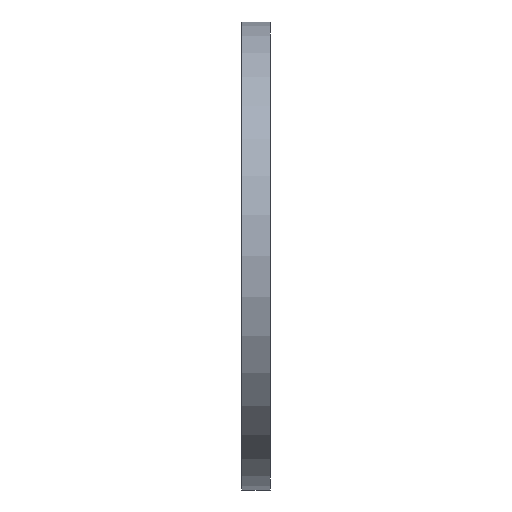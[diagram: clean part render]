
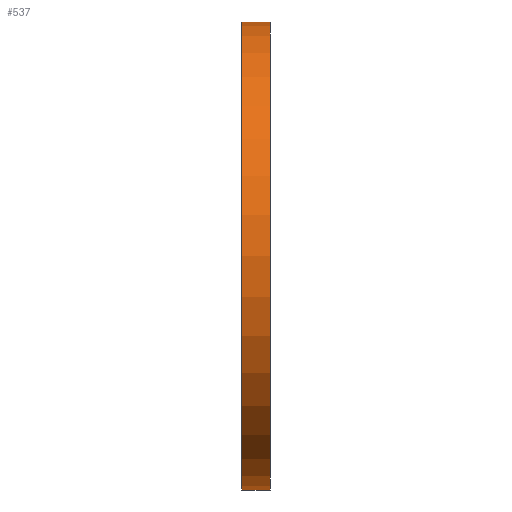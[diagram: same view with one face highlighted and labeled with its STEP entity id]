
A CAD part, left-side view. The second image highlights one B-rep face of the part: STEP entity #537.
In plain terms, the highlighted cylindrical face has radius 125 mm (diameter 250 mm), a partial arc.
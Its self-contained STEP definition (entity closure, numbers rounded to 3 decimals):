
#8 = CARTESIAN_POINT ( 'NONE',  ( 0., 38.545, 125. ) ) ;
#33 = CARTESIAN_POINT ( 'NONE',  ( 0., 15., 125. ) ) ;
#34 = DIRECTION ( 'NONE',  ( 0., 1., 0. ) ) ;
#51 = CARTESIAN_POINT ( 'NONE',  ( 0., 0., 0. ) ) ;
#94 = CARTESIAN_POINT ( 'NONE',  ( 0., 15., -125. ) ) ;
#96 = ORIENTED_EDGE ( 'NONE', *, *, #836, .T. ) ;
#108 = EDGE_CURVE ( 'NONE', #497, #626, #681, .T. ) ;
#125 = CARTESIAN_POINT ( 'NONE',  ( 0., 0., 125. ) ) ;
#127 = DIRECTION ( 'NONE',  ( 0., 1., 0. ) ) ;
#160 = CYLINDRICAL_SURFACE ( 'NONE', #850, 125. ) ;
#166 = DIRECTION ( 'NONE',  ( 0., 0., 1. ) ) ;
#200 = ORIENTED_EDGE ( 'NONE', *, *, #282, .F. ) ;
#211 = ORIENTED_EDGE ( 'NONE', *, *, #492, .T. ) ;
#228 = VECTOR ( 'NONE', #493, 1000. ) ;
#281 = VERTEX_POINT ( 'NONE', #33 ) ;
#282 = EDGE_CURVE ( 'NONE', #626, #281, #292, .T. ) ;
#292 = CIRCLE ( 'NONE', #840, 125. ) ;
#398 = VERTEX_POINT ( 'NONE', #125 ) ;
#440 = DIRECTION ( 'NONE',  ( 0., 1., 0. ) ) ;
#450 = CARTESIAN_POINT ( 'NONE',  ( 0., 0., -125. ) ) ;
#456 = CARTESIAN_POINT ( 'NONE',  ( 0., 15., 0. ) ) ;
#492 = EDGE_CURVE ( 'NONE', #497, #398, #567, .T. ) ;
#493 = DIRECTION ( 'NONE',  ( 0., 1., 0. ) ) ;
#497 = VERTEX_POINT ( 'NONE', #450 ) ;
#516 = FACE_OUTER_BOUND ( 'NONE', #568, .T. ) ;
#527 = CARTESIAN_POINT ( 'NONE',  ( 0., 38.545, 0. ) ) ;
#537 = ADVANCED_FACE ( 'NONE', ( #516 ), #160, .T. ) ;
#567 = CIRCLE ( 'NONE', #686, 125. ) ;
#568 = EDGE_LOOP ( 'NONE', ( #672, #211, #96, #200 ) ) ;
#626 = VERTEX_POINT ( 'NONE', #94 ) ;
#672 = ORIENTED_EDGE ( 'NONE', *, *, #108, .F. ) ;
#681 = LINE ( 'NONE', #754, #764 ) ;
#686 = AXIS2_PLACEMENT_3D ( 'NONE', #51, #34, #801 ) ;
#710 = LINE ( 'NONE', #8, #228 ) ;
#754 = CARTESIAN_POINT ( 'NONE',  ( 0., 38.545, -125. ) ) ;
#764 = VECTOR ( 'NONE', #127, 1000. ) ;
#789 = DIRECTION ( 'NONE',  ( 0., 1., 0. ) ) ;
#801 = DIRECTION ( 'NONE',  ( 0., 0., 1. ) ) ;
#836 = EDGE_CURVE ( 'NONE', #398, #281, #710, .T. ) ;
#840 = AXIS2_PLACEMENT_3D ( 'NONE', #456, #789, #862 ) ;
#850 = AXIS2_PLACEMENT_3D ( 'NONE', #527, #440, #166 ) ;
#862 = DIRECTION ( 'NONE',  ( 0., 0., 1. ) ) ;
